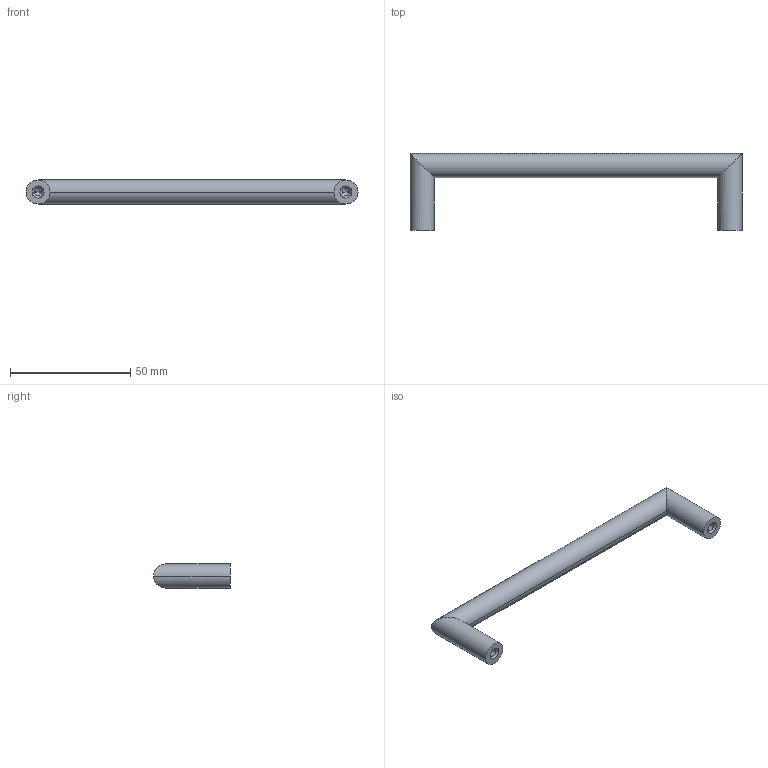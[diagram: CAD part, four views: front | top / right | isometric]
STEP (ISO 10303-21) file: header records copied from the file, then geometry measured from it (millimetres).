
FILE_DESCRIPTION(('Creo Elements/Direct Modeling STEP Export'),'2;1');
FILE_NAME('2423H-132.stp','2022-01-26T11:08:44',(''),(''),'Creo Elements/Direct Modeling STEP processor for AP214 (Solid Model)','Creo Elements/Direct Modeling 20.0 12-Nov-2016 (C) Parametric Technology GmbH','');
FILE_SCHEMA(('AUTOMOTIVE_DESIGN { 1 0 10303 214 1 1 1 1 }'));
Length unit declared in the file: millimetre
Products named in the file (1): 2423H-138
Bounding box: 138 x 32 x 10 mm (x, y, z)
Volume: 14059.1 mm3; surface area: 6137.7 mm2
Topology: 1 solids, 1 shells, 26 faces, 58 edges, 34 vertices
Faces by surface type: cylinder 14, cone 8, plane 4
Entity records: 666 total; most frequent: ORIENTED_EDGE 108, DIRECTION 104, CARTESIAN_POINT 97, EDGE_CURVE 54, AXIS2_PLACEMENT_3D 41, VERTEX_POINT 34, EDGE_LOOP 30, FACE_OUTER_BOUND 26
